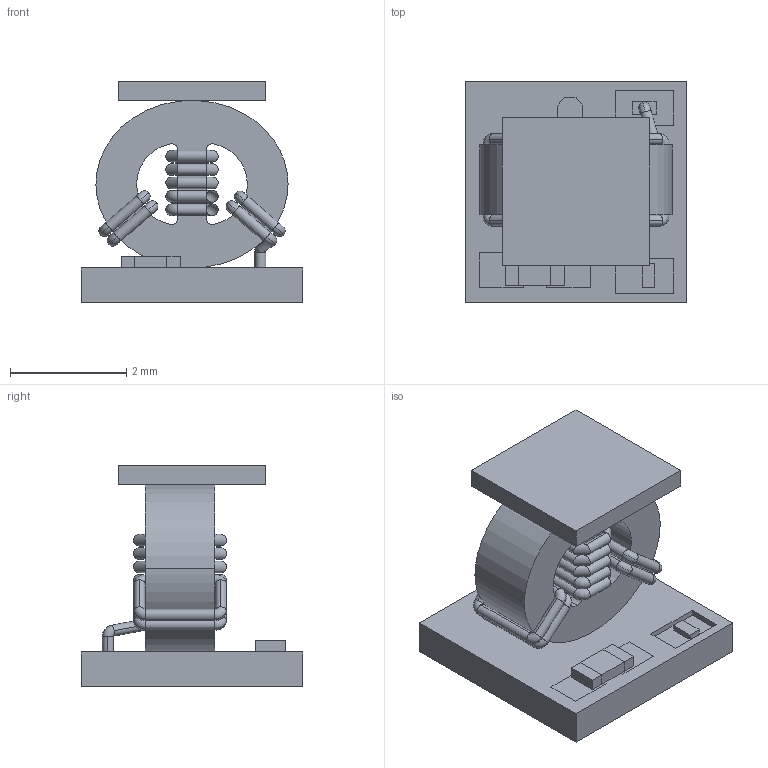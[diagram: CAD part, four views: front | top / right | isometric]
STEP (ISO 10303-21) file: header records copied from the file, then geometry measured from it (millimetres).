
FILE_DESCRIPTION (( 'STEP AP214' ), '1' );
FILE_NAME ('TCCH-80+.STEP', '2021-12-29T15:03:30', ( '' ), ( '' ), 'SwSTEP 2.0', 'SolidWorks 2018', '' );
FILE_SCHEMA (( 'AUTOMOTIVE_DESIGN' ));
Length unit declared in the file: millimetre
Products named in the file (1): TCCH-80+
Bounding box: 3.81 x 3.81 x 3.81 mm (x, y, z)
Volume: 19 mm3; surface area: 112.2 mm2
Topology: 10 solids, 10 shells, 232 faces, 660 edges, 402 vertices
Faces by surface type: plane 87, cylinder 87, torus 56, bspline 2
Entity records: 9355 total; most frequent: DIRECTION 1375, CARTESIAN_POINT 1329, ORIENTED_EDGE 1240, EDGE_CURVE 620, AXIS2_PLACEMENT_3D 538, VERTEX_POINT 402, CIRCLE 307, LINE 299
